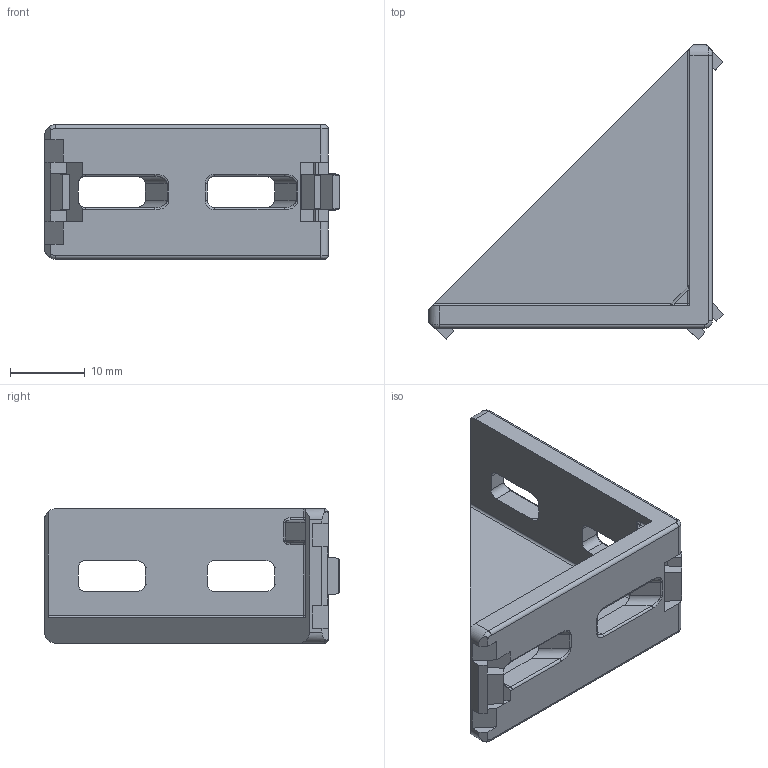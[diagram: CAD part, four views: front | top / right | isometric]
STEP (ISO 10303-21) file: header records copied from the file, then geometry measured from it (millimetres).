
FILE_DESCRIPTION(/* description */ (''),/* implementation_level */ '2;1');
FILE_NAME(/* name */ '301838.stp',/* time_stamp */ '2022-10-07T09:23:15+02:00',/* author */ ('aluteckkpl_am'),/* organization */ (''),/* preprocessor_version */ 'ST-DEVELOPER v18.1',/* originating_system */ 'Autodesk Inventor 2021',/* authorisation */ '');
FILE_SCHEMA (('CONFIG_CONTROL_DESIGN'));
Length unit declared in the file: millimetre
Products named in the file (2): 301838-ZP; -
Assembly tree (1 placements, depth 2):
  301838-ZP
    -
Bounding box: 39.5 x 39.5 x 18 mm (x, y, z)
Volume: 5342.1 mm3; surface area: 4356.9 mm2
Topology: 1 solids, 1 shells, 165 faces, 424 edges, 261 vertices
Faces by surface type: plane 84, cylinder 52, bspline 14, torus 12, sphere 3
Entity records: 5373 total; most frequent: CARTESIAN_POINT 1245, DIRECTION 864, ORIENTED_EDGE 848, EDGE_CURVE 424, AXIS2_PLACEMENT_3D 294, LINE 276, VECTOR 276, VERTEX_POINT 261
